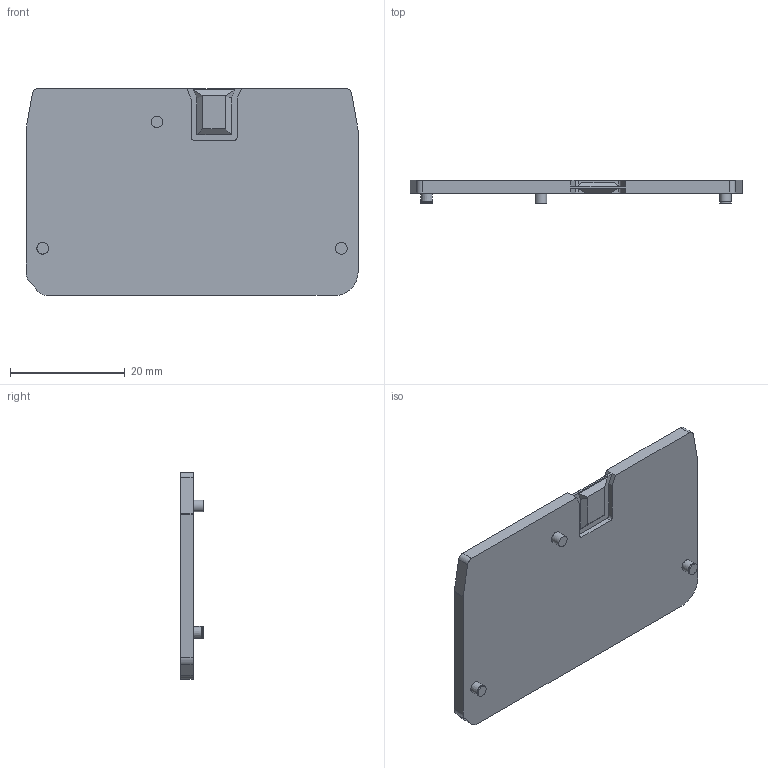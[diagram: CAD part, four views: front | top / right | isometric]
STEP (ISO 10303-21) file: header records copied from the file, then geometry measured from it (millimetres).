
FILE_DESCRIPTION( ( 'Unknown' ), '1' );
FILE_NAME( 'DD-PT6-M110_草A.stp', 'Unknown', ( 'Unknown' ), ( 'Unknown' ), 'XStep 1.0', 'Unknown', ' ' );
FILE_SCHEMA( ( 'automotive_design' ) );
Length unit declared in the file: millimetre
Products named in the file (1): 1
Bounding box: 57.8 x 4 x 36 mm (x, y, z)
Volume: 4476.9 mm3; surface area: 4605.4 mm2
Topology: 1 solids, 1 shells, 69 faces, 178 edges, 116 vertices
Faces by surface type: plane 51, cylinder 15, torus 2, cone 1
Full cylindrical faces by diameter (mm): 2 x1, 2.033 x3
Entity records: 2559 total; most frequent: CARTESIAN_POINT 345, DIRECTION 337, ORIENTED_EDGE 330, EDGE_CURVE 165, LINE 133, VECTOR 133, VERTEX_POINT 110, AXIS2_PLACEMENT_3D 102
